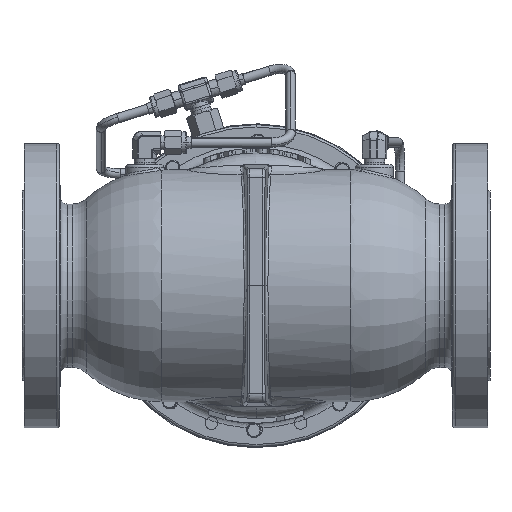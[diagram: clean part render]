
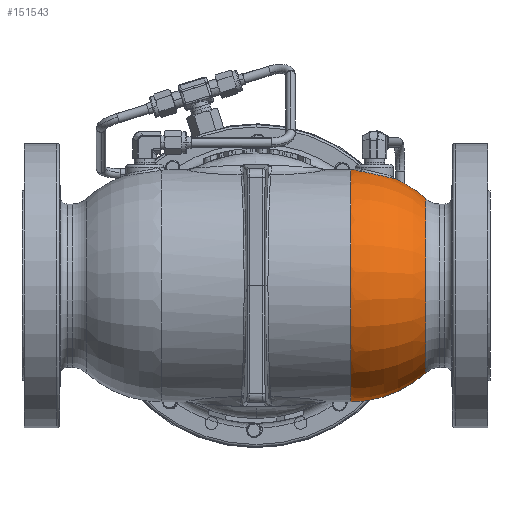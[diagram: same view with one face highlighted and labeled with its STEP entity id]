
A CAD part, front view. The second image highlights one B-rep face of the part: STEP entity #151543.
In plain terms, the highlighted toroidal (fillet/blend) face has major radius 3.175 mm and minor radius 74.6 mm.
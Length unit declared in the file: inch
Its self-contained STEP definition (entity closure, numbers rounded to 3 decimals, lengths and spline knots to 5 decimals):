
#594 = VERTEX_POINT ( 'NONE', #186808 ) ;
#667 = CARTESIAN_POINT ( 'NONE',  ( 2.88235, -0.50074, 2.99547 ) ) ;
#1864 = CARTESIAN_POINT ( 'NONE',  ( 2.58143, -0.15108, 3.05738 ) ) ;
#3430 = CARTESIAN_POINT ( 'NONE',  ( 2.5, 0., 0. ) ) ;
#5306 = CARTESIAN_POINT ( 'NONE',  ( 4.47199, 0., 2.30152 ) ) ;
#8950 = DIRECTION ( 'NONE',  ( 0., 0., -1. ) ) ;
#11496 = AXIS2_PLACEMENT_3D ( 'NONE', #147960, #191357, #8950 ) ;
#13785 = CARTESIAN_POINT ( 'NONE',  ( 2.73956, -0.40549, 3.02516 ) ) ;
#15770 = CARTESIAN_POINT ( 'NONE',  ( 3.08627, -0.55041, 2.95205 ) ) ;
#15888 = DIRECTION ( 'NONE',  ( 0., 0., 1. ) ) ;
#16213 = TOROIDAL_SURFACE ( 'NONE', #83755, 0.125, 2.937 ) ;
#17001 = CARTESIAN_POINT ( 'NONE',  ( 2.5617, -0.01898, 3.06135 ) ) ;
#20948 = CARTESIAN_POINT ( 'NONE',  ( 2.5617, 0., 3.06135 ) ) ;
#21137 = ORIENTED_EDGE ( 'NONE', *, *, #188196, .F. ) ;
#23480 = VERTEX_POINT ( 'NONE', #96874 ) ;
#23939 = CARTESIAN_POINT ( 'NONE',  ( 3.60064, -0.25928, 2.83667 ) ) ;
#29869 = CARTESIAN_POINT ( 'NONE',  ( 3.44462, -0.43976, 2.87261 ) ) ;
#29946 = VERTEX_POINT ( 'NONE', #154875 ) ;
#30867 = CARTESIAN_POINT ( 'NONE',  ( 3.31821, -0.51094, 2.90111 ) ) ;
#39050 = CARTESIAN_POINT ( 'NONE',  ( 3.66246, 0., 2.82216 ) ) ;
#40043 = CARTESIAN_POINT ( 'NONE',  ( 3.5309, -0.35765, 2.85283 ) ) ;
#42848 = CIRCLE ( 'NONE', #94348, 3.062 ) ;
#43275 = EDGE_CURVE ( 'NONE', #156120, #169274, #149872, .T. ) ;
#46015 = CARTESIAN_POINT ( 'NONE',  ( 3.37775, -0.48316, 2.88776 ) ) ;
#46134 = CARTESIAN_POINT ( 'NONE',  ( 4.47199, 0., 0. ) ) ;
#48187 = CARTESIAN_POINT ( 'NONE',  ( 2.59304, -0.18713, 3.05504 ) ) ;
#49080 = CARTESIAN_POINT ( 'NONE',  ( 2.5, 0., -0.125 ) ) ;
#50908 = CIRCLE ( 'NONE', #73327, 2.937 ) ;
#51538 = B_SPLINE_CURVE_WITH_KNOTS ( 'NONE', 3,
 ( #39050, #100535, #161977, #70283, #23939, #131739, #193203, #116633, #40043, #86355, #101530, #29869, #123593, #46015, #107481, #30867, #90321, #165948, #61121, #168946, #153810, #122576, #92350, #15770, #151822, #59145, #77219, #106470, #135714, #138705, #184082, #108477, #667, #60140, #150821, #13785 ),
 .UNSPECIFIED., .F., .F.,
 ( 4, 2, 2, 2, 2, 2, 2, 2, 2, 2, 2, 2, 2, 2, 2, 2, 2, 4 ),
 ( 0.05665, 0.06079, 0.06494, 0.06597, 0.06701, 0.06908, 0.07115, 0.07322, 0.07426, 0.0753, 0.07737, 0.07944, 0.08047, 0.08151, 0.08358, 0.08462, 0.08565, 0.0898 ),
 .UNSPECIFIED. ) ;
#59145 = CARTESIAN_POINT ( 'NONE',  ( 3.04669, -0.54711, 2.96057 ) ) ;
#60140 = CARTESIAN_POINT ( 'NONE',  ( 2.82283, -0.47164, 3.00795 ) ) ;
#61121 = CARTESIAN_POINT ( 'NONE',  ( 3.26826, -0.52838, 2.91222 ) ) ;
#65382 = CARTESIAN_POINT ( 'NONE',  ( 2.5, 0., 0. ) ) ;
#66305 = CARTESIAN_POINT ( 'NONE',  ( 2.65372, -0.30551, 3.04273 ) ) ;
#70283 = CARTESIAN_POINT ( 'NONE',  ( 3.62337, -0.21099, 2.83134 ) ) ;
#70626 = EDGE_CURVE ( 'NONE', #23480, #29946, #169009, .T. ) ;
#73327 = AXIS2_PLACEMENT_3D ( 'NONE', #139173, #185535, #170395 ) ;
#73457 = CARTESIAN_POINT ( 'NONE',  ( 2.73956, -0.40549, 3.02516 ) ) ;
#77219 = CARTESIAN_POINT ( 'NONE',  ( 3.03365, -0.54539, 2.96337 ) ) ;
#83755 = AXIS2_PLACEMENT_3D ( 'NONE', #65382, #188330, #85147 ) ;
#85147 = DIRECTION ( 'NONE',  ( 0., 0., 1. ) ) ;
#85494 = CARTESIAN_POINT ( 'NONE',  ( 2.5617, 0., 3.06135 ) ) ;
#86225 = ORIENTED_EDGE ( 'NONE', *, *, #170848, .T. ) ;
#86355 = CARTESIAN_POINT ( 'NONE',  ( 3.50435, -0.38732, 2.85895 ) ) ;
#90321 = CARTESIAN_POINT ( 'NONE',  ( 3.30594, -0.51573, 2.90385 ) ) ;
#92350 = CARTESIAN_POINT ( 'NONE',  ( 3.12594, -0.55132, 2.94347 ) ) ;
#94348 = AXIS2_PLACEMENT_3D ( 'NONE', #3430, #142485, #97123 ) ;
#96874 = CARTESIAN_POINT ( 'NONE',  ( 4.47199, 0., -2.30152 ) ) ;
#97123 = DIRECTION ( 'NONE',  ( 0., 0., 1. ) ) ;
#100535 = CARTESIAN_POINT ( 'NONE',  ( 3.66246, -0.05405, 2.82216 ) ) ;
#101530 = CARTESIAN_POINT ( 'NONE',  ( 3.48532, -0.40572, 2.86331 ) ) ;
#104758 = EDGE_CURVE ( 'NONE', #108914, #131832, #50908, .T. ) ;
#106470 = CARTESIAN_POINT ( 'NONE',  ( 2.99482, -0.53885, 2.97168 ) ) ;
#107481 = CARTESIAN_POINT ( 'NONE',  ( 3.35442, -0.49529, 2.89301 ) ) ;
#108477 = CARTESIAN_POINT ( 'NONE',  ( 2.89454, -0.50617, 2.99291 ) ) ;
#108555 = DIRECTION ( 'NONE',  ( 0., 1., 0. ) ) ;
#108914 = VERTEX_POINT ( 'NONE', #5306 ) ;
#109671 = CARTESIAN_POINT ( 'NONE',  ( 2.68662, -0.35148, 3.03603 ) ) ;
#110661 = CARTESIAN_POINT ( 'NONE',  ( 2.6435, -0.28959, 3.04481 ) ) ;
#116169 = AXIS2_PLACEMENT_3D ( 'NONE', #46134, #138834, #15888 ) ;
#116633 = CARTESIAN_POINT ( 'NONE',  ( 3.53942, -0.34742, 2.85086 ) ) ;
#121792 = CARTESIAN_POINT ( 'NONE',  ( 2.71155, -0.37972, 3.03093 ) ) ;
#122410 = ORIENTED_EDGE ( 'NONE', *, *, #104758, .T. ) ;
#122576 = CARTESIAN_POINT ( 'NONE',  ( 3.15215, -0.55002, 2.93776 ) ) ;
#122693 = B_SPLINE_CURVE_WITH_KNOTS ( 'NONE', 3,
 ( #73457, #121792, #109671, #66305, #110661, #186281, #155015, #48187, #1864, #127792, #189236, #140911, #17001, #20948 ),
 .UNSPECIFIED., .F., .F.,
 ( 4, 2, 2, 2, 2, 2, 4 ),
 ( 0.00006, 0.003, 0.00446, 0.00593, 0.00886, 0.01033, 0.0118 ),
 .UNSPECIFIED. ) ;
#123593 = CARTESIAN_POINT ( 'NONE',  ( 3.42279, -0.45546, 2.87757 ) ) ;
#127792 = CARTESIAN_POINT ( 'NONE',  ( 2.56963, -0.09511, 3.05976 ) ) ;
#131739 = CARTESIAN_POINT ( 'NONE',  ( 3.56363, -0.31525, 2.84526 ) ) ;
#131832 = VERTEX_POINT ( 'NONE', #133172 ) ;
#132764 = ORIENTED_EDGE ( 'NONE', *, *, #70626, .F. ) ;
#133172 = CARTESIAN_POINT ( 'NONE',  ( 3.66246, 0., 2.82216 ) ) ;
#134144 = CARTESIAN_POINT ( 'NONE',  ( 2.5, 0., 3.062 ) ) ;
#135714 = CARTESIAN_POINT ( 'NONE',  ( 2.96932, -0.53265, 2.97711 ) ) ;
#138705 = CARTESIAN_POINT ( 'NONE',  ( 2.93168, -0.52059, 2.98508 ) ) ;
#138834 = DIRECTION ( 'NONE',  ( -1., 0., 0. ) ) ;
#139173 = CARTESIAN_POINT ( 'NONE',  ( 2.5, 0., 0.125 ) ) ;
#140911 = CARTESIAN_POINT ( 'NONE',  ( 2.56268, -0.03798, 3.06116 ) ) ;
#141602 = EDGE_LOOP ( 'NONE', ( #132764, #179859, #122410, #189431, #86225, #162298, #21137 ) ) ;
#142485 = DIRECTION ( 'NONE',  ( -1., 0., 0. ) ) ;
#147960 = CARTESIAN_POINT ( 'NONE',  ( 2.5, 0., 0.125 ) ) ;
#149872 = CIRCLE ( 'NONE', #11496, 2.937 ) ;
#150821 = CARTESIAN_POINT ( 'NONE',  ( 2.77911, -0.4419, 3.01701 ) ) ;
#151543 = ADVANCED_FACE ( 'NONE', ( #189309 ), #16213, .T. ) ;
#151822 = CARTESIAN_POINT ( 'NONE',  ( 3.07298, -0.54962, 2.95492 ) ) ;
#152888 = DIRECTION ( 'NONE',  ( 0., 0., 1. ) ) ;
#152898 = EDGE_CURVE ( 'NONE', #23480, #108914, #154715, .T. ) ;
#153810 = CARTESIAN_POINT ( 'NONE',  ( 3.20415, -0.54373, 2.92638 ) ) ;
#154715 = CIRCLE ( 'NONE', #116169, 2.30152 ) ;
#154875 = CARTESIAN_POINT ( 'NONE',  ( 2.5, 0., -3.062 ) ) ;
#155015 = CARTESIAN_POINT ( 'NONE',  ( 2.61599, -0.23931, 3.0504 ) ) ;
#156120 = VERTEX_POINT ( 'NONE', #85494 ) ;
#156200 = AXIS2_PLACEMENT_3D ( 'NONE', #49080, #108555, #152888 ) ;
#161977 = CARTESIAN_POINT ( 'NONE',  ( 3.65466, -0.10715, 2.824 ) ) ;
#162298 = ORIENTED_EDGE ( 'NONE', *, *, #43275, .T. ) ;
#165948 = CARTESIAN_POINT ( 'NONE',  ( 3.28099, -0.52444, 2.9094 ) ) ;
#168946 = CARTESIAN_POINT ( 'NONE',  ( 3.22993, -0.53874, 2.92071 ) ) ;
#169009 = CIRCLE ( 'NONE', #156200, 2.937 ) ;
#169274 = VERTEX_POINT ( 'NONE', #134144 ) ;
#170395 = DIRECTION ( 'NONE',  ( 0., 0., -1. ) ) ;
#170848 = EDGE_CURVE ( 'NONE', #594, #156120, #122693, .T. ) ;
#179859 = ORIENTED_EDGE ( 'NONE', *, *, #152898, .T. ) ;
#184082 = CARTESIAN_POINT ( 'NONE',  ( 2.91923, -0.5161, 2.98771 ) ) ;
#185535 = DIRECTION ( 'NONE',  ( 0., -1., 0. ) ) ;
#186281 = CARTESIAN_POINT ( 'NONE',  ( 2.62463, -0.25649, 3.04864 ) ) ;
#186808 = CARTESIAN_POINT ( 'NONE',  ( 2.73956, -0.40549, 3.02516 ) ) ;
#188196 = EDGE_CURVE ( 'NONE', #29946, #169274, #42848, .T. ) ;
#188330 = DIRECTION ( 'NONE',  ( -1., 0., 0. ) ) ;
#189236 = CARTESIAN_POINT ( 'NONE',  ( 2.56663, -0.07602, 3.06036 ) ) ;
#189309 = FACE_OUTER_BOUND ( 'NONE', #141602, .T. ) ;
#189431 = ORIENTED_EDGE ( 'NONE', *, *, #192694, .T. ) ;
#191357 = DIRECTION ( 'NONE',  ( 0., -1., 0. ) ) ;
#192694 = EDGE_CURVE ( 'NONE', #131832, #594, #51538, .T. ) ;
#193203 = CARTESIAN_POINT ( 'NONE',  ( 3.55577, -0.32624, 2.84708 ) ) ;
